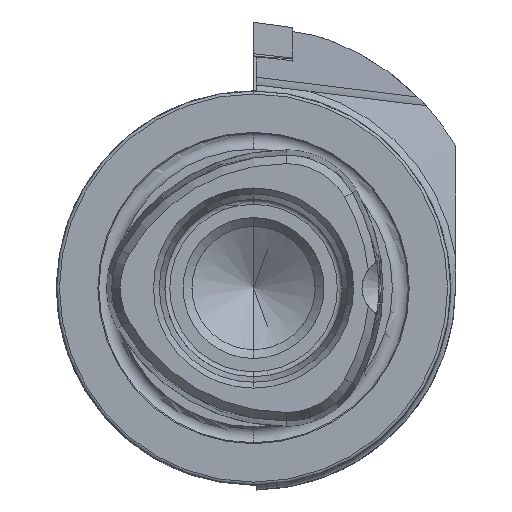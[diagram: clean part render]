
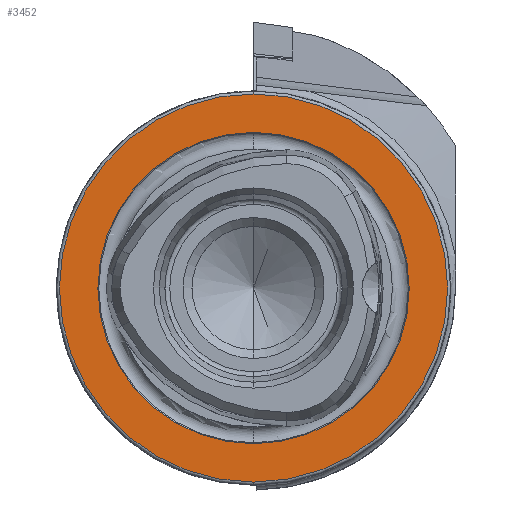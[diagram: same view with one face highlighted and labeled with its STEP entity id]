
A CAD part, left-side view. The second image highlights one B-rep face of the part: STEP entity #3452.
In plain terms, the highlighted planar face has unit normal (-1, 0, 0).
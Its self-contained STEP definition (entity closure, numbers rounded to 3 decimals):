
#950 = AXIS2_PLACEMENT_3D ( 'NONE', #2216, #2223, #2222 ) ;
#1053 = DIRECTION ( 'NONE',  ( 0., 0., 1. ) ) ;
#1100 = DIRECTION ( 'NONE',  ( 0., 0., 1. ) ) ;
#1161 = CARTESIAN_POINT ( 'NONE',  ( 0., 0., 0. ) ) ;
#1166 = DIRECTION ( 'NONE',  ( -1., 0., 0. ) ) ;
#1315 = CARTESIAN_POINT ( 'NONE',  ( 0., 0., -15.8 ) ) ;
#1380 = CARTESIAN_POINT ( 'NONE',  ( 0., 0., 15.8 ) ) ;
#1477 = CARTESIAN_POINT ( 'NONE',  ( 0., 0., 0. ) ) ;
#1508 = DIRECTION ( 'NONE',  ( -1., 0., 0. ) ) ;
#2216 = CARTESIAN_POINT ( 'NONE',  ( 0., 15.8, 0. ) ) ;
#2218 = PLANE ( 'NONE',  #950 ) ;
#2222 = DIRECTION ( 'NONE',  ( 0., 0., -1. ) ) ;
#2223 = DIRECTION ( 'NONE',  ( 1., 0., 0. ) ) ;
#2474 = VERTEX_POINT ( 'NONE', #1315 ) ;
#2531 = VERTEX_POINT ( 'NONE', #1380 ) ;
#2804 = EDGE_LOOP ( 'NONE', ( #6454, #6409 ) ) ;
#2890 = EDGE_LOOP ( 'NONE', ( #6433, #6474 ) ) ;
#3041 = EDGE_CURVE ( 'NONE', #2474, #2531, #8503, .T. ) ;
#3045 = EDGE_CURVE ( 'NONE', #5443, #5406, #8505, .T. ) ;
#3267 = CARTESIAN_POINT ( 'NONE',  ( 0., 0., -19.7 ) ) ;
#3302 = CARTESIAN_POINT ( 'NONE',  ( 0., 0., 19.7 ) ) ;
#3452 = ADVANCED_FACE ( 'NONE', ( #8620, #8624 ), #2218, .F. ) ;
#4768 = AXIS2_PLACEMENT_3D ( 'NONE', #1477, #1508, #1100 ) ;
#4770 = AXIS2_PLACEMENT_3D ( 'NONE', #1161, #1166, #1053 ) ;
#4822 = AXIS2_PLACEMENT_3D ( 'NONE', #5915, #5916, #5917 ) ;
#4823 = AXIS2_PLACEMENT_3D ( 'NONE', #5918, #5919, #5920 ) ;
#5406 = VERTEX_POINT ( 'NONE', #3267 ) ;
#5443 = VERTEX_POINT ( 'NONE', #3302 ) ;
#5598 = CIRCLE ( 'NONE', #4822, 19.7 ) ;
#5601 = CIRCLE ( 'NONE', #4823, 15.8 ) ;
#5915 = CARTESIAN_POINT ( 'NONE',  ( 0., 0., 0. ) ) ;
#5916 = DIRECTION ( 'NONE',  ( -1., 0., 0. ) ) ;
#5917 = DIRECTION ( 'NONE',  ( 0., 0., 1. ) ) ;
#5918 = CARTESIAN_POINT ( 'NONE',  ( 0., 0., 0. ) ) ;
#5919 = DIRECTION ( 'NONE',  ( -1., 0., 0. ) ) ;
#5920 = DIRECTION ( 'NONE',  ( 0., 0., 1. ) ) ;
#6409 = ORIENTED_EDGE ( 'NONE', *, *, #3041, .F. ) ;
#6433 = ORIENTED_EDGE ( 'NONE', *, *, #3045, .T. ) ;
#6454 = ORIENTED_EDGE ( 'NONE', *, *, #7062, .F. ) ;
#6474 = ORIENTED_EDGE ( 'NONE', *, *, #7061, .T. ) ;
#7061 = EDGE_CURVE ( 'NONE', #5406, #5443, #5598, .T. ) ;
#7062 = EDGE_CURVE ( 'NONE', #2531, #2474, #5601, .T. ) ;
#8503 = CIRCLE ( 'NONE', #4768, 15.8 ) ;
#8505 = CIRCLE ( 'NONE', #4770, 19.7 ) ;
#8620 = FACE_BOUND ( 'NONE', #2804, .T. ) ;
#8624 = FACE_OUTER_BOUND ( 'NONE', #2890, .T. ) ;
